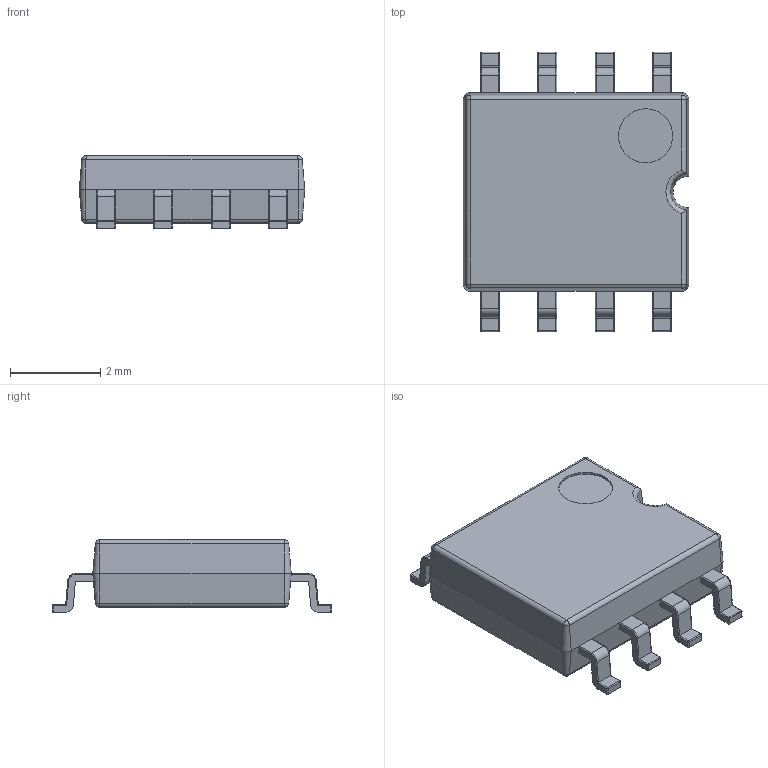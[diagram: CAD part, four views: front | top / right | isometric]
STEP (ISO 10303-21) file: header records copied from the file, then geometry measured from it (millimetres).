
FILE_DESCRIPTION (( 'STEP AP203' ), '1' );
FILE_NAME ('SOP-8.STEP', '2020-10-28T13:08:31', ( '' ), ( '' ), 'SwSTEP 2.0', 'SolidWorks 2018', '' );
FILE_SCHEMA (( 'CONFIG_CONTROL_DESIGN' ));
Length unit declared in the file: millimetre
Products named in the file (7): bd6231f-e2_04; bd6231f-e2_01; bd6231f-e2_03; SOP-8; bd6231f-e2_06; bd6231f-e2_02; bd6231f-e2_05
Assembly tree (6 placements, depth 2):
  SOP-8
    bd6231f-e2_01
    bd6231f-e2_02
    bd6231f-e2_03
    bd6231f-e2_04
    bd6231f-e2_05
    bd6231f-e2_06
Bounding box: 5 x 6.2 x 1.61 mm (x, y, z)
Volume: 33.7 mm3; surface area: 146.4 mm2
Topology: 6 solids, 6 shells, 216 faces, 509 edges, 282 vertices
Faces by surface type: cylinder 92, plane 71, bspline 42, cone 11
Entity records: 7611 total; most frequent: CARTESIAN_POINT 2316, ORIENTED_EDGE 970, DIRECTION 931, EDGE_CURVE 485, AXIS2_PLACEMENT_3D 329, VERTEX_POINT 282, LINE 273, VECTOR 273
